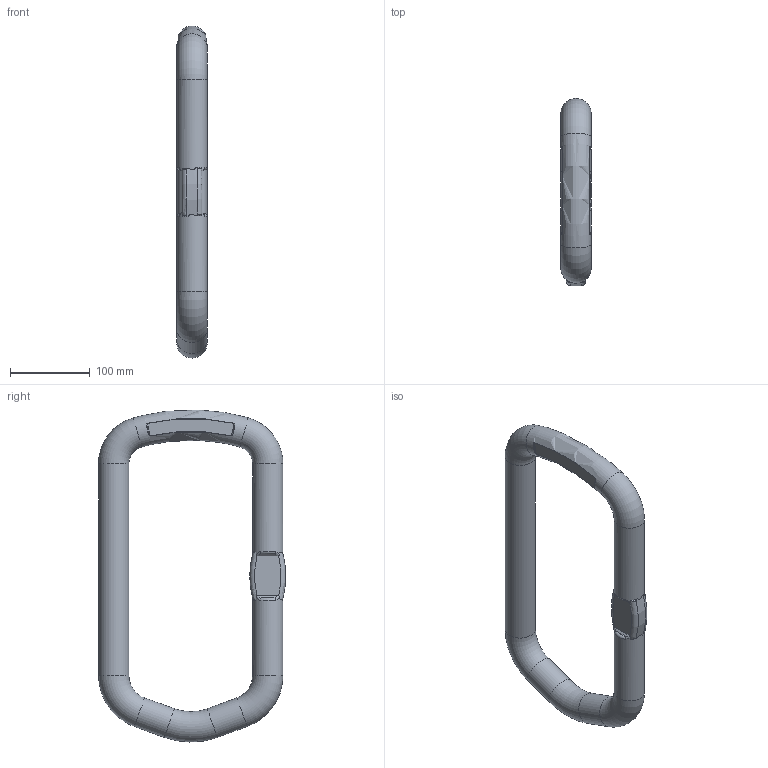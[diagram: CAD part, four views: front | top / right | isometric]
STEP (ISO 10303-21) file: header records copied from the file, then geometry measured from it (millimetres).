
FILE_DESCRIPTION(/* description */ (''),/* implementation_level */ '2;1');
FILE_NAME(/* name */ 'VLWP_2-16.stp',/* time_stamp */ '2018-02-23T11:45:44+01:00',/* author */ (''),/* organization */ (''),/* preprocessor_version */ 'ST-DEVELOPER v16',/* originating_system */ 'SIEMENS PLM Software NX 11.0',/* authorisation */ '');
FILE_SCHEMA (('AUTOMOTIVE_DESIGN { 1 0 10303 214 3 1 1 1 }'));
Length unit declared in the file: millimetre
Products named in the file (1): kch3EC42524llvx
Bounding box: 38 x 234.11 x 415.78 mm (x, y, z)
Volume: 1153517.4 mm3; surface area: 123111.6 mm2
Topology: 1 solids, 1 shells, 137 faces, 360 edges, 232 vertices
Faces by surface type: plane 52, bspline 28, extrusion 20, torus 18, cylinder 11, cone 8
Full cylindrical faces by diameter (mm): 38 x5
Entity records: 5440 total; most frequent: CARTESIAN_POINT 2504, ORIENTED_EDGE 690, DIRECTION 438, EDGE_CURVE 345, VERTEX_POINT 228, B_SPLINE_CURVE_WITH_KNOTS 201, AXIS2_PLACEMENT_3D 164, EDGE_LOOP 157
